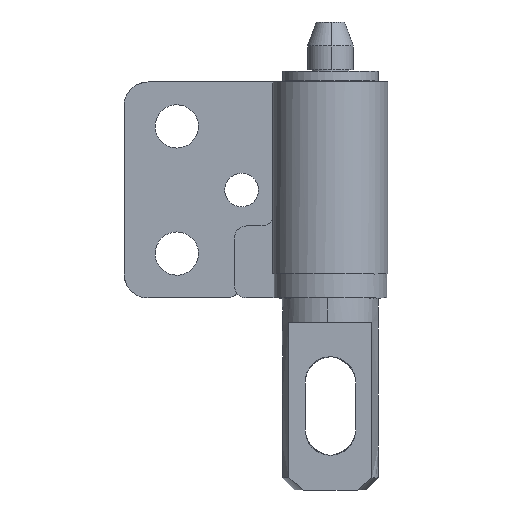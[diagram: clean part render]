
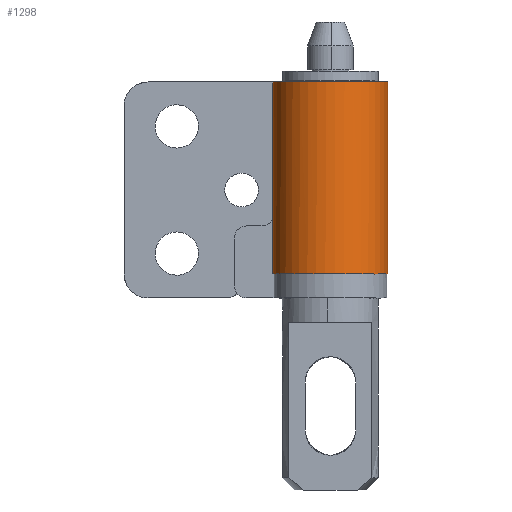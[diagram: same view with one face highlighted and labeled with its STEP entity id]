
A CAD part, front view. The second image highlights one B-rep face of the part: STEP entity #1298.
In plain terms, the highlighted free-form (B-spline) face has degree [1, 2] with [2, 7] control points.
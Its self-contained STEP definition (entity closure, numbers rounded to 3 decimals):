
#558=CARTESIAN_POINT('',(-2.4,0.2,9.));
#559=VERTEX_POINT('',#558);
#565=CARTESIAN_POINT('',(-2.4,0.2,17.0));
#566=VERTEX_POINT('',#565);
#567=CARTESIAN_POINT('',(-2.4,0.2,9.));
#568=CARTESIAN_POINT('',(-2.4,0.2,17.0));
#569=QUASI_UNIFORM_CURVE('',1,(#567,#568),.UNSPECIFIED.,.F.,.U.);
#570=EDGE_CURVE('',#559,#566,#569,.T.);
#1128=CARTESIAN_POINT('',(0.0,2.6,9.0));
#1129=VERTEX_POINT('',#1128);
#1135=CARTESIAN_POINT('',(0.0,2.6,9.0));
#1136=CARTESIAN_POINT('',(0.118,2.6,9.));
#1137=CARTESIAN_POINT('',(0.412,2.578,9.));
#1138=CARTESIAN_POINT('',(0.835,2.467,9.));
#1139=CARTESIAN_POINT('',(1.213,2.282,9.));
#1140=CARTESIAN_POINT('',(1.516,2.071,9.));
#1141=CARTESIAN_POINT('',(1.797,1.809,9.));
#1142=CARTESIAN_POINT('',(2.033,1.496,9.));
#1143=CARTESIAN_POINT('',(2.197,1.182,9.));
#1144=CARTESIAN_POINT('',(2.3,0.905,9.));
#1145=CARTESIAN_POINT('',(2.382,0.569,9.));
#1146=CARTESIAN_POINT('',(2.411,0.207,9.));
#1147=CARTESIAN_POINT('',(2.381,-0.146,9.));
#1148=CARTESIAN_POINT('',(2.324,-0.42,9.));
#1149=CARTESIAN_POINT('',(2.232,-0.7,9.));
#1150=CARTESIAN_POINT('',(2.076,-1.027,9.));
#1151=CARTESIAN_POINT('',(1.863,-1.329,9.));
#1152=CARTESIAN_POINT('',(1.585,-1.615,9.));
#1153=CARTESIAN_POINT('',(1.29,-1.838,9.));
#1154=CARTESIAN_POINT('',(0.91,-2.034,9.));
#1155=CARTESIAN_POINT('',(0.514,-2.158,9.));
#1156=CARTESIAN_POINT('',(0.133,-2.205,9.));
#1157=CARTESIAN_POINT('',(-0.184,-2.198,9.));
#1158=CARTESIAN_POINT('',(-0.52,-2.153,9.));
#1159=CARTESIAN_POINT('',(-0.925,-2.033,9.));
#1160=CARTESIAN_POINT('',(-1.329,-1.816,9.));
#1161=CARTESIAN_POINT('',(-1.627,-1.573,9.));
#1162=CARTESIAN_POINT('',(-1.861,-1.327,9.));
#1163=CARTESIAN_POINT('',(-2.034,-1.088,9.));
#1164=CARTESIAN_POINT('',(-2.191,-0.795,9.0));
#1165=CARTESIAN_POINT('',(-2.292,-0.534,9.));
#1166=CARTESIAN_POINT('',(-2.377,-0.19,9.));
#1167=CARTESIAN_POINT('',(-2.4,0.045,9.));
#1168=CARTESIAN_POINT('',(-2.4,0.2,9.));
#1169=B_SPLINE_CURVE_WITH_KNOTS('',3,(#1135,#1136,#1137,#1138,#1139,#1140,#1141,#1142,#1143,#1144,#1145,#1146,#1147,#1148,#1149,#1150,#1151,#1152,#1153,#1154,#1155,#1156,#1157,#1158,#1159,#1160,#1161,#1162,#1163,#1164,#1165,#1166,#1167,#1168),.UNSPECIFIED.,.F.,.U.,(4,1,1,1,1,1,1,1,1,1,1,1,1,1,1,1,1,1,1,1,1,1,1,1,1,1,1,1,1,1,1,4),(0.,0.353,0.884,1.303,1.613,1.988,2.452,2.783,3.048,3.336,3.821,4.131,4.396,4.661,5.014,5.478,5.765,6.207,6.583,7.047,7.444,7.731,7.996,8.46,8.99,9.366,9.609,10.007,10.249,10.603,10.846,11.31),.UNSPECIFIED.);
#1170=EDGE_CURVE('',#1129,#559,#1169,.T.);
#1187=CARTESIAN_POINT('',(0.,2.6,17.0));
#1188=VERTEX_POINT('',#1187);
#1189=CARTESIAN_POINT('',(0.,2.6,17.0));
#1190=CARTESIAN_POINT('',(0.191,2.6,17.));
#1191=CARTESIAN_POINT('',(0.479,2.565,17.));
#1192=CARTESIAN_POINT('',(0.852,2.45,17.0));
#1193=CARTESIAN_POINT('',(1.141,2.32,17.0));
#1194=CARTESIAN_POINT('',(1.46,2.119,17.));
#1195=CARTESIAN_POINT('',(1.746,1.862,17.));
#1196=CARTESIAN_POINT('',(1.963,1.591,17.));
#1197=CARTESIAN_POINT('',(2.126,1.328,17.));
#1198=CARTESIAN_POINT('',(2.239,1.08,17.));
#1199=CARTESIAN_POINT('',(2.349,0.736,17.));
#1200=CARTESIAN_POINT('',(2.405,0.385,17.));
#1201=CARTESIAN_POINT('',(2.398,-0.066,17.));
#1202=CARTESIAN_POINT('',(2.327,-0.429,17.));
#1203=CARTESIAN_POINT('',(2.182,-0.823,17.));
#1204=CARTESIAN_POINT('',(2.016,-1.121,17.));
#1205=CARTESIAN_POINT('',(1.765,-1.44,17.));
#1206=CARTESIAN_POINT('',(1.517,-1.672,17.));
#1207=CARTESIAN_POINT('',(1.206,-1.884,17.));
#1208=CARTESIAN_POINT('',(0.908,-2.031,17.));
#1209=CARTESIAN_POINT('',(0.529,-2.153,17.));
#1210=CARTESIAN_POINT('',(0.162,-2.205,17.));
#1211=CARTESIAN_POINT('',(-0.206,-2.198,17.));
#1212=CARTESIAN_POINT('',(-0.557,-2.145,17.));
#1213=CARTESIAN_POINT('',(-0.909,-2.033,17.));
#1214=CARTESIAN_POINT('',(-1.218,-1.875,17.));
#1215=CARTESIAN_POINT('',(-1.487,-1.693,17.));
#1216=CARTESIAN_POINT('',(-1.751,-1.457,17.));
#1217=CARTESIAN_POINT('',(-2.01,-1.134,17.));
#1218=CARTESIAN_POINT('',(-2.211,-0.764,17.0));
#1219=CARTESIAN_POINT('',(-2.361,-0.315,17.0));
#1220=CARTESIAN_POINT('',(-2.4,0.009,17.));
#1221=CARTESIAN_POINT('',(-2.4,0.2,17.0));
#1222=B_SPLINE_CURVE_WITH_KNOTS('',3,(#1189,#1190,#1191,#1192,#1193,#1194,#1195,#1196,#1197,#1198,#1199,#1200,#1201,#1202,#1203,#1204,#1205,#1206,#1207,#1208,#1209,#1210,#1211,#1212,#1213,#1214,#1215,#1216,#1217,#1218,#1219,#1220,#1221),.UNSPECIFIED.,.F.,.U.,(4,1,1,1,1,1,1,1,1,1,1,1,1,1,1,1,1,1,1,1,1,1,1,1,1,1,1,1,1,1,4),(0.,0.574,0.861,1.171,1.524,1.988,2.319,2.562,2.916,3.137,3.645,3.976,4.484,4.749,5.235,5.5,5.964,6.251,6.627,6.958,7.444,7.731,8.063,8.504,8.836,9.101,9.476,9.896,10.338,10.735,11.31),.UNSPECIFIED.);
#1223=EDGE_CURVE('',#1188,#566,#1222,.T.);
#1266=CARTESIAN_POINT('',(-0.021,2.6,8.8));
#1267=CARTESIAN_POINT('',(-0.021,2.6,17.205));
#1268=CARTESIAN_POINT('',(2.435,2.621,8.8));
#1269=CARTESIAN_POINT('',(2.435,2.621,17.205));
#1270=CARTESIAN_POINT('',(2.4,0.165,8.8));
#1271=CARTESIAN_POINT('',(2.4,0.165,17.205));
#1272=CARTESIAN_POINT('',(2.364,-2.291,8.8));
#1273=CARTESIAN_POINT('',(2.364,-2.291,17.205));
#1274=CARTESIAN_POINT('',(-0.091,-2.198,8.8));
#1275=CARTESIAN_POINT('',(-0.091,-2.198,17.205));
#1276=CARTESIAN_POINT('',(-2.545,-2.105,8.8));
#1277=CARTESIAN_POINT('',(-2.545,-2.105,17.205));
#1278=CARTESIAN_POINT('',(-2.396,0.347,8.8));
#1279=CARTESIAN_POINT('',(-2.396,0.347,17.205));
#1287=(BOUNDED_SURFACE()B_SPLINE_SURFACE(1,2,((#1266,#1268,#1270,#1272,#1274,#1276,#1278),(#1267,#1269,#1271,#1273,#1275,#1277,#1279)),.UNSPECIFIED.,.F.,.F.,.U.)B_SPLINE_SURFACE_WITH_KNOTS((2,2),(3,2,2,3),(0.0,8.405),(0.0,4.042,8.084,12.126),.UNSPECIFIED.)GEOMETRIC_REPRESENTATION_ITEM()RATIONAL_B_SPLINE_SURFACE(((1.0,0.699,1.0,0.699,1.0,0.699,1.0),(1.0,0.699,1.0,0.699,1.0,0.699,1.0)))REPRESENTATION_ITEM('')SURFACE());
#1288=CARTESIAN_POINT('',(0.0,2.6,9.0));
#1289=CARTESIAN_POINT('',(0.,2.6,17.0));
#1290=QUASI_UNIFORM_CURVE('',1,(#1288,#1289),.UNSPECIFIED.,.F.,.U.);
#1291=EDGE_CURVE('',#1129,#1188,#1290,.T.);
#1292=ORIENTED_EDGE('',*,*,#1291,.T.);
#1293=ORIENTED_EDGE('',*,*,#1223,.T.);
#1294=ORIENTED_EDGE('',*,*,#570,.F.);
#1295=ORIENTED_EDGE('',*,*,#1170,.F.);
#1296=EDGE_LOOP('',(#1292,#1293,#1294,#1295));
#1297=FACE_OUTER_BOUND('',#1296,.T.);
#1298=ADVANCED_FACE('',(#1297),#1287,.T.);
